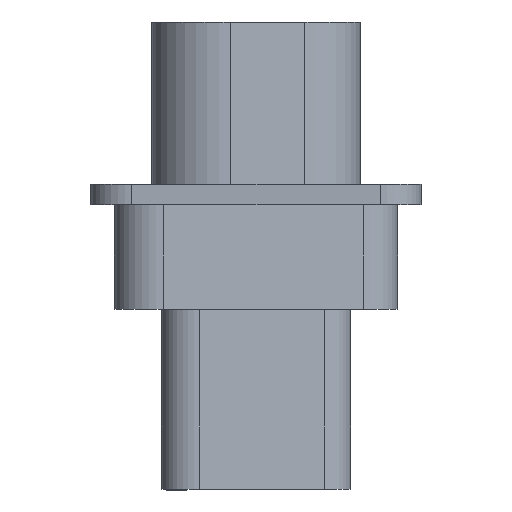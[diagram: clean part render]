
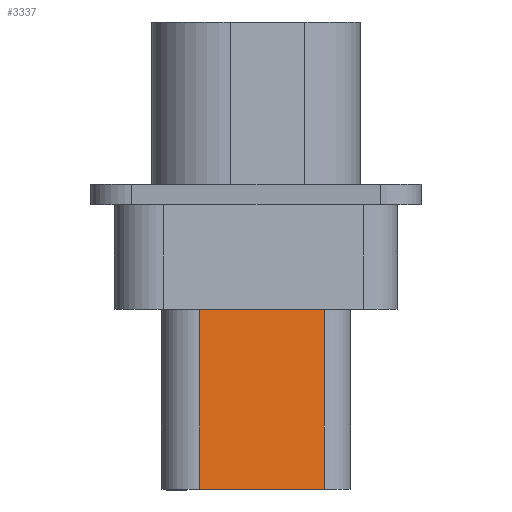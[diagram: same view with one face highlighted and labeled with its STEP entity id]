
A CAD part, left-side view. The second image highlights one B-rep face of the part: STEP entity #3337.
In plain terms, the highlighted planar face has unit normal (-0.985, -0.174, 0).
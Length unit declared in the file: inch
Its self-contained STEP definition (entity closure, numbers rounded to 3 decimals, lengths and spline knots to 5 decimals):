
#646=FACE_OUTER_BOUND('',#915,.T.);
#915=EDGE_LOOP('',(#2696,#2697,#2698,#2699));
#1140=LINE('',#5564,#1338);
#1141=LINE('',#5568,#1339);
#1142=LINE('',#5570,#1340);
#1143=LINE('',#5571,#1341);
#1338=VECTOR('',#4669,0.3937);
#1339=VECTOR('',#4674,0.3937);
#1340=VECTOR('',#4675,0.3937);
#1341=VECTOR('',#4676,0.3937);
#1607=VERTEX_POINT('',#5561);
#1608=VERTEX_POINT('',#5563);
#1609=VERTEX_POINT('',#5567);
#1610=VERTEX_POINT('',#5569);
#1997=EDGE_CURVE('',#1608,#1607,#1140,.T.);
#1999=EDGE_CURVE('',#1607,#1609,#1141,.T.);
#2000=EDGE_CURVE('',#1610,#1609,#1142,.T.);
#2001=EDGE_CURVE('',#1608,#1610,#1143,.T.);
#2696=ORIENTED_EDGE('',*,*,#1999,.T.);
#2697=ORIENTED_EDGE('',*,*,#2000,.F.);
#2698=ORIENTED_EDGE('',*,*,#2001,.F.);
#2699=ORIENTED_EDGE('',*,*,#1997,.T.);
#2961=PLANE('',#3747);
#3337=ADVANCED_FACE('',(#646),#2961,.T.);
#3747=AXIS2_PLACEMENT_3D('',#5566,#4672,#4673);
#4669=DIRECTION('',(0.,0.,-1.));
#4672=DIRECTION('center_axis',(-0.985,-0.174,0.));
#4673=DIRECTION('ref_axis',(0.,0.,1.));
#4674=DIRECTION('',(0.174,-0.985,0.));
#4675=DIRECTION('',(0.,0.,-1.));
#4676=DIRECTION('',(0.174,-0.985,0.));
#5561=CARTESIAN_POINT('',(-1.06677,0.08466,-0.439));
#5563=CARTESIAN_POINT('',(-1.06677,0.08466,-0.171));
#5564=CARTESIAN_POINT('',(-1.06677,0.08466,-0.171));
#5566=CARTESIAN_POINT('Origin',(-1.06677,0.08466,-0.171));
#5567=CARTESIAN_POINT('',(-1.03397,-0.10134,-0.439));
#5568=CARTESIAN_POINT('',(-1.06677,0.08466,-0.439));
#5569=CARTESIAN_POINT('',(-1.03397,-0.10134,-0.171));
#5570=CARTESIAN_POINT('',(-1.03397,-0.10134,-0.171));
#5571=CARTESIAN_POINT('',(-1.04381,-0.04554,-0.171));
